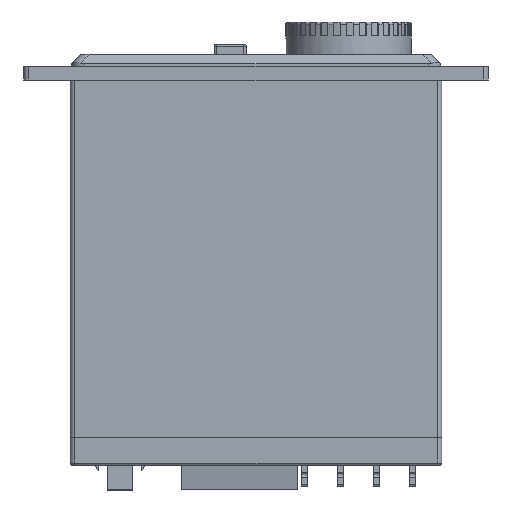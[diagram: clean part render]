
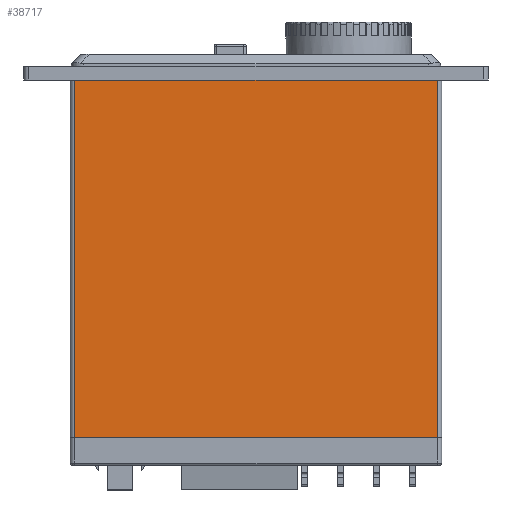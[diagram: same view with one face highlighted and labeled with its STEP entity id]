
A CAD part, left-side view. The second image highlights one B-rep face of the part: STEP entity #38717.
In plain terms, the highlighted planar face has unit normal (-1, 0, 0).
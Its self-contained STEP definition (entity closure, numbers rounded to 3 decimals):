
#36443=CARTESIAN_POINT('',(4.25,0.0,11.));
#36444=VERTEX_POINT('',#36443);
#36496=CARTESIAN_POINT('',(4.25,0.0,89.0));
#36497=VERTEX_POINT('',#36496);
#36505=CARTESIAN_POINT('',(4.25,0.0,89.0));
#36506=DIRECTION('',(0.0,0.0,-1.0));
#36507=VECTOR('',#36506,78.0);
#36508=LINE('',#36505,#36507);
#36509=EDGE_CURVE('',#36497,#36444,#36508,.T.);
#37785=CARTESIAN_POINT('',(4.25,77.0,11.0));
#37786=VERTEX_POINT('',#37785);
#37794=CARTESIAN_POINT('',(4.25,77.0,89.0));
#37795=VERTEX_POINT('',#37794);
#37796=CARTESIAN_POINT('',(4.25,77.0,89.));
#37797=DIRECTION('',(0.0,0.0,-1.0));
#37798=VECTOR('',#37797,78.);
#37799=LINE('',#37796,#37798);
#37800=EDGE_CURVE('',#37795,#37786,#37799,.T.);
#38634=CARTESIAN_POINT('',(4.25,0.0,11.));
#38635=DIRECTION('',(0.0,1.0,0.0));
#38636=VECTOR('',#38635,77.0);
#38637=LINE('',#38634,#38636);
#38638=EDGE_CURVE('',#36444,#37786,#38637,.T.);
#38695=CARTESIAN_POINT('',(4.25,0.0,89.0));
#38696=DIRECTION('',(0.0,1.0,0.0));
#38697=VECTOR('',#38696,77.0);
#38698=LINE('',#38695,#38697);
#38699=EDGE_CURVE('',#36497,#37795,#38698,.T.);
#38706=CARTESIAN_POINT('',(4.25,0.0,89.0));
#38707=DIRECTION('',(-1.0,0.0,0.0));
#38708=DIRECTION('',(0.0,0.0,1.0));
#38709=AXIS2_PLACEMENT_3D('',#38706,#38707,#38708);
#38710=PLANE('',#38709);
#38711=ORIENTED_EDGE('',*,*,#37800,.T.);
#38712=ORIENTED_EDGE('',*,*,#38638,.F.);
#38713=ORIENTED_EDGE('',*,*,#36509,.F.);
#38714=ORIENTED_EDGE('',*,*,#38699,.T.);
#38715=EDGE_LOOP('',(#38711,#38712,#38713,#38714));
#38716=FACE_OUTER_BOUND('',#38715,.T.);
#38717=ADVANCED_FACE('',(#38716),#38710,.T.);
